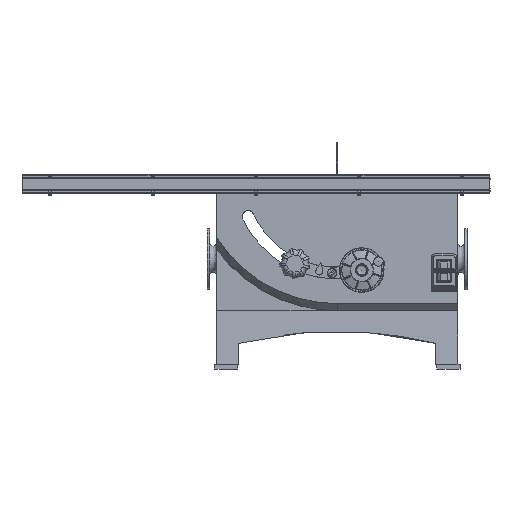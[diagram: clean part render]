
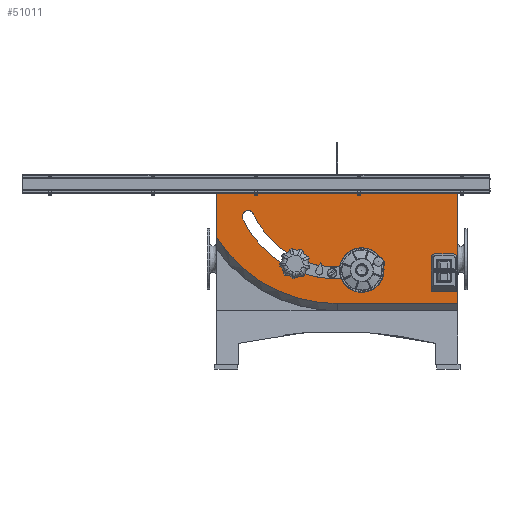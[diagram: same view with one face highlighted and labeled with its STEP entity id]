
A CAD part, front view. The second image highlights one B-rep face of the part: STEP entity #51011.
In plain terms, the highlighted free-form (B-spline) face has degree [1, 1] with [2, 2] control points.
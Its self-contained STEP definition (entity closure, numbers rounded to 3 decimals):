
#50817 = VERTEX_POINT('',#50818);
#50818 = CARTESIAN_POINT('',(-279.929,-426.688,
    -21.742));
#50823 = EDGE_CURVE('',#50824,#50817,#50826,.T.);
#50824 = VERTEX_POINT('',#50825);
#50825 = CARTESIAN_POINT('',(279.929,-426.688,
    -21.742));
#50826 = B_SPLINE_CURVE_WITH_KNOTS('',1,(#50827,#50828),.UNSPECIFIED.,
  .F.,.F.,(2,2),(-3.,512.),
  .PIECEWISE_BEZIER_KNOTS.);
#50827 = CARTESIAN_POINT('',(279.929,-426.688,
    -21.742));
#50828 = CARTESIAN_POINT('',(-279.929,-426.688,
    -21.742));
#50858 = VERTEX_POINT('',#50859);
#50859 = CARTESIAN_POINT('',(-279.929,-426.688,
    -145.084));
#50864 = EDGE_CURVE('',#50858,#50817,#50865,.T.);
#50865 = B_SPLINE_CURVE_WITH_KNOTS('',1,(#50866,#50867),.UNSPECIFIED.,
  .F.,.F.,(2,2),(-20.459,93.),.PIECEWISE_BEZIER_KNOTS.);
#50866 = CARTESIAN_POINT('',(-279.929,-426.688,
    -145.084));
#50867 = CARTESIAN_POINT('',(-279.929,-426.688,
    -21.742));
#50995 = EDGE_CURVE('',#50996,#50824,#50998,.T.);
#50996 = VERTEX_POINT('',#50997);
#50997 = CARTESIAN_POINT('',(279.929,-426.688,
    -298.954));
#50998 = B_SPLINE_CURVE_WITH_KNOTS('',1,(#50999,#51000),.UNSPECIFIED.,
  .F.,.F.,(2,2),(-162.,93.),.PIECEWISE_BEZIER_KNOTS.);
#50999 = CARTESIAN_POINT('',(279.929,-426.688,
    -298.954));
#51000 = CARTESIAN_POINT('',(279.929,-426.688,
    -21.742));
#51011 = ADVANCED_FACE('',(#51012,#51026,#51040,#51078),#51096,.F.);
#51012 = FACE_BOUND('',#51013,.T.);
#51013 = EDGE_LOOP('',(#51014));
#51014 = ORIENTED_EDGE('',*,*,#51015,.T.);
#51015 = EDGE_CURVE('',#51016,#51016,#51018,.T.);
#51016 = VERTEX_POINT('',#51017);
#51017 = CARTESIAN_POINT('',(268.515,-426.688,
    -220.682));
#51018 = ( BOUNDED_CURVE() B_SPLINE_CURVE(2,(#51019,#51020,#51021,#51022
    ,#51023,#51024,#51025),.UNSPECIFIED.,.T.,.F.) 
B_SPLINE_CURVE_WITH_KNOTS((1,2,2,2,2,1),(-2.094,0.,
    2.094,4.189,6.283,8.378),
.UNSPECIFIED.) CURVE() GEOMETRIC_REPRESENTATION_ITEM() 
RATIONAL_B_SPLINE_CURVE((1.,0.5,1.,0.5,1.,0.5,1.)) REPRESENTATION_ITEM(
  '') );
#51019 = CARTESIAN_POINT('',(268.515,-426.688,
    -220.682));
#51020 = CARTESIAN_POINT('',(272.281,-426.688,
    -220.682));
#51021 = CARTESIAN_POINT('',(270.398,-426.688,
    -223.943));
#51022 = CARTESIAN_POINT('',(268.515,-426.688,
    -227.205));
#51023 = CARTESIAN_POINT('',(266.632,-426.688,
    -223.943));
#51024 = CARTESIAN_POINT('',(264.749,-426.688,
    -220.682));
#51025 = CARTESIAN_POINT('',(268.515,-426.688,
    -220.682));
#51026 = FACE_BOUND('',#51027,.T.);
#51027 = EDGE_LOOP('',(#51028));
#51028 = ORIENTED_EDGE('',*,*,#51029,.T.);
#51029 = EDGE_CURVE('',#51030,#51030,#51032,.T.);
#51030 = VERTEX_POINT('',#51031);
#51031 = CARTESIAN_POINT('',(227.748,-426.688,
    -220.682));
#51032 = ( BOUNDED_CURVE() B_SPLINE_CURVE(2,(#51033,#51034,#51035,#51036
    ,#51037,#51038,#51039),.UNSPECIFIED.,.T.,.F.) 
B_SPLINE_CURVE_WITH_KNOTS((1,2,2,2,2,1),(-2.094,0.,
    2.094,4.189,6.283,8.378),
.UNSPECIFIED.) CURVE() GEOMETRIC_REPRESENTATION_ITEM() 
RATIONAL_B_SPLINE_CURVE((1.,0.5,1.,0.5,1.,0.5,1.)) REPRESENTATION_ITEM(
  '') );
#51033 = CARTESIAN_POINT('',(227.748,-426.688,
    -220.682));
#51034 = CARTESIAN_POINT('',(231.514,-426.688,
    -220.682));
#51035 = CARTESIAN_POINT('',(229.631,-426.688,
    -223.943));
#51036 = CARTESIAN_POINT('',(227.748,-426.688,
    -227.205));
#51037 = CARTESIAN_POINT('',(225.865,-426.688,
    -223.943));
#51038 = CARTESIAN_POINT('',(223.982,-426.688,
    -220.682));
#51039 = CARTESIAN_POINT('',(227.748,-426.688,
    -220.682));
#51040 = FACE_BOUND('',#51041,.T.);
#51041 = EDGE_LOOP('',(#51042,#51054,#51062,#51072));
#51042 = ORIENTED_EDGE('',*,*,#51043,.T.);
#51043 = EDGE_CURVE('',#51044,#51046,#51048,.T.);
#51044 = VERTEX_POINT('',#51045);
#51045 = CARTESIAN_POINT('',(-219.218,-426.688,
    -102.223));
#51046 = VERTEX_POINT('',#51047);
#51047 = CARTESIAN_POINT('',(-194.587,-426.688,
    -90.737));
#51048 = ( BOUNDED_CURVE() B_SPLINE_CURVE(2,(#51049,#51050,#51051,#51052
,#51053),.UNSPECIFIED.,.F.,.F.) B_SPLINE_CURVE_WITH_KNOTS((3,2,3),(
    1.134,2.705,4.276),
.PIECEWISE_BEZIER_KNOTS.) CURVE() GEOMETRIC_REPRESENTATION_ITEM() 
RATIONAL_B_SPLINE_CURVE((1.,0.707,1.,0.707,1.)) 
REPRESENTATION_ITEM('') );
#51049 = CARTESIAN_POINT('',(-219.218,-426.688,
    -102.223));
#51050 = CARTESIAN_POINT('',(-224.961,-426.688,
    -89.908));
#51051 = CARTESIAN_POINT('',(-212.646,-426.688,
    -84.165));
#51052 = CARTESIAN_POINT('',(-200.33,-426.688,
    -78.422));
#51053 = CARTESIAN_POINT('',(-194.587,-426.688,
    -90.737));
#51054 = ORIENTED_EDGE('',*,*,#51055,.F.);
#51055 = EDGE_CURVE('',#51056,#51046,#51058,.T.);
#51056 = VERTEX_POINT('',#51057);
#51057 = CARTESIAN_POINT('',(90.737,-426.688,
    -194.587));
#51058 = ( BOUNDED_CURVE() B_SPLINE_CURVE(2,(#51059,#51060,#51061),
.UNSPECIFIED.,.F.,.F.) B_SPLINE_CURVE_WITH_KNOTS((3,3),(5.847,
7.418),.PIECEWISE_BEZIER_KNOTS.) CURVE() 
GEOMETRIC_REPRESENTATION_ITEM() RATIONAL_B_SPLINE_CURVE((1.,
0.707,1.)) REPRESENTATION_ITEM('') );
#51059 = CARTESIAN_POINT('',(90.737,-426.688,
    -194.587));
#51060 = CARTESIAN_POINT('',(-103.85,-426.688,
    -285.325));
#51061 = CARTESIAN_POINT('',(-194.587,-426.688,
    -90.737));
#51062 = ORIENTED_EDGE('',*,*,#51063,.T.);
#51063 = EDGE_CURVE('',#51056,#51064,#51066,.T.);
#51064 = VERTEX_POINT('',#51065);
#51065 = CARTESIAN_POINT('',(102.223,-426.688,
    -219.218));
#51066 = ( BOUNDED_CURVE() B_SPLINE_CURVE(2,(#51067,#51068,#51069,#51070
,#51071),.UNSPECIFIED.,.F.,.F.) B_SPLINE_CURVE_WITH_KNOTS((3,2,3),(
    2.705,4.276,5.847),
.PIECEWISE_BEZIER_KNOTS.) CURVE() GEOMETRIC_REPRESENTATION_ITEM() 
RATIONAL_B_SPLINE_CURVE((1.,0.707,1.,0.707,1.)) 
REPRESENTATION_ITEM('') );
#51067 = CARTESIAN_POINT('',(90.737,-426.688,
    -194.587));
#51068 = CARTESIAN_POINT('',(103.053,-426.688,
    -188.844));
#51069 = CARTESIAN_POINT('',(108.796,-426.688,
    -201.16));
#51070 = CARTESIAN_POINT('',(114.539,-426.688,
    -213.475));
#51071 = CARTESIAN_POINT('',(102.223,-426.688,
    -219.218));
#51072 = ORIENTED_EDGE('',*,*,#51073,.T.);
#51073 = EDGE_CURVE('',#51064,#51044,#51074,.T.);
#51074 = ( BOUNDED_CURVE() B_SPLINE_CURVE(2,(#51075,#51076,#51077),
.UNSPECIFIED.,.F.,.F.) B_SPLINE_CURVE_WITH_KNOTS((3,3),(5.847,
7.418),.PIECEWISE_BEZIER_KNOTS.) CURVE() 
GEOMETRIC_REPRESENTATION_ITEM() RATIONAL_B_SPLINE_CURVE((1.,
0.707,1.)) REPRESENTATION_ITEM('') );
#51075 = CARTESIAN_POINT('',(102.223,-426.688,
    -219.218));
#51076 = CARTESIAN_POINT('',(-116.995,-426.688,
    -321.442));
#51077 = CARTESIAN_POINT('',(-219.218,-426.688,
    -102.223));
#51078 = FACE_BOUND('',#51079,.T.);
#51079 = EDGE_LOOP('',(#51080,#51081,#51089,#51094,#51095));
#51080 = ORIENTED_EDGE('',*,*,#50864,.F.);
#51081 = ORIENTED_EDGE('',*,*,#51082,.F.);
#51082 = EDGE_CURVE('',#51083,#50858,#51085,.T.);
#51083 = VERTEX_POINT('',#51084);
#51084 = CARTESIAN_POINT('',(0.,-426.688,
    -298.954));
#51085 = ( BOUNDED_CURVE() B_SPLINE_CURVE(2,(#51086,#51087,#51088),
.UNSPECIFIED.,.F.,.F.) B_SPLINE_CURVE_WITH_KNOTS((3,3),(0.,
1.005),.PIECEWISE_BEZIER_KNOTS.) CURVE() 
GEOMETRIC_REPRESENTATION_ITEM() RATIONAL_B_SPLINE_CURVE((1.,
0.876,1.)) REPRESENTATION_ITEM('') );
#51086 = CARTESIAN_POINT('',(0.,-426.688,
    -298.954));
#51087 = CARTESIAN_POINT('',(-182.254,-426.688,
    -298.954));
#51088 = CARTESIAN_POINT('',(-279.929,-426.688,
    -145.084));
#51089 = ORIENTED_EDGE('',*,*,#51090,.T.);
#51090 = EDGE_CURVE('',#51083,#50996,#51091,.T.);
#51091 = B_SPLINE_CURVE_WITH_KNOTS('',1,(#51092,#51093),.UNSPECIFIED.,
  .F.,.F.,(2,2),(-257.5,0.),.PIECEWISE_BEZIER_KNOTS.);
#51092 = CARTESIAN_POINT('',(0.,-426.688,
    -298.954));
#51093 = CARTESIAN_POINT('',(279.929,-426.688,
    -298.954));
#51094 = ORIENTED_EDGE('',*,*,#50995,.T.);
#51095 = ORIENTED_EDGE('',*,*,#50823,.T.);
#51096 = B_SPLINE_SURFACE_WITH_KNOTS('',1,1,(
    (#51097,#51098)
    ,(#51099,#51100
  )),.UNSPECIFIED.,.F.,.F.,.F.,(2,2),(2,2),(-162.,93.),(-512.,
    3.),.PIECEWISE_BEZIER_KNOTS.);
#51097 = CARTESIAN_POINT('',(-279.929,-426.688,
    -298.954));
#51098 = CARTESIAN_POINT('',(279.929,-426.688,
    -298.954));
#51099 = CARTESIAN_POINT('',(-279.929,-426.688,
    -21.742));
#51100 = CARTESIAN_POINT('',(279.929,-426.688,
    -21.742));
